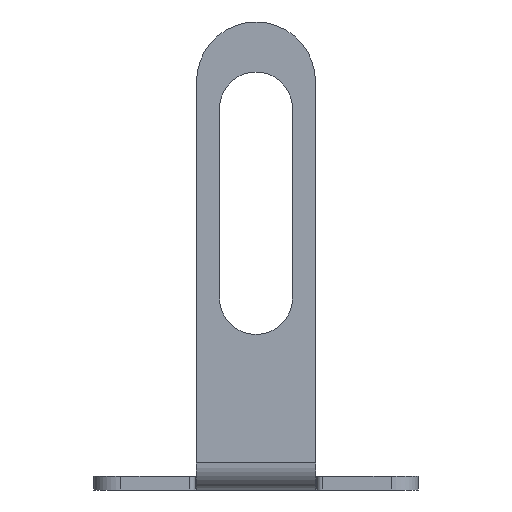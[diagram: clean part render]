
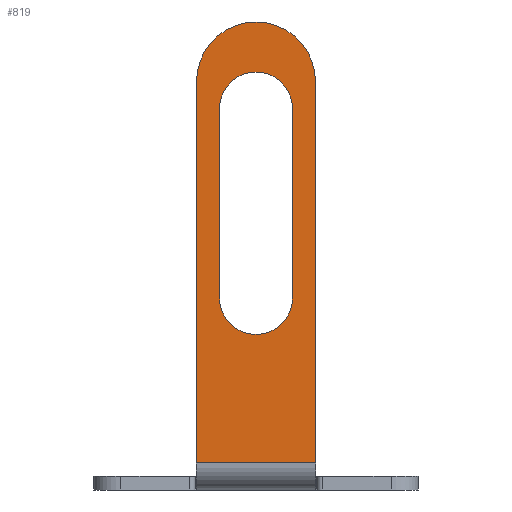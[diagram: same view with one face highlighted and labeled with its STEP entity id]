
A CAD part, front view. The second image highlights one B-rep face of the part: STEP entity #819.
In plain terms, the highlighted planar face has unit normal (0, -1, 0).
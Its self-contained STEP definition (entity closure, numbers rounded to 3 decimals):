
#585=CARTESIAN_POINT('',(23.25,22.,35.5));
#586=VERTEX_POINT('',#585);
#587=CARTESIAN_POINT('',(23.25,22.,70.5));
#588=VERTEX_POINT('',#587);
#589=CARTESIAN_POINT('',(23.25,22.,35.5));
#590=DIRECTION('',(0.0,0.0,1.0));
#591=VECTOR('',#590,35.);
#592=LINE('',#589,#591);
#593=EDGE_CURVE('',#586,#588,#592,.T.);
#625=CARTESIAN_POINT('',(36.75,22.,70.5));
#626=VERTEX_POINT('',#625);
#627=CARTESIAN_POINT('',(36.75,22.,35.5));
#628=VERTEX_POINT('',#627);
#629=CARTESIAN_POINT('',(36.75,22.,70.5));
#630=DIRECTION('',(0.0,0.0,-1.0));
#631=VECTOR('',#630,35.0);
#632=LINE('',#629,#631);
#633=EDGE_CURVE('',#626,#628,#632,.T.);
#666=CARTESIAN_POINT('',(30.0,22.,35.5));
#667=DIRECTION('',(0.0,1.0,0.0));
#668=DIRECTION('',(-1.0,0.0,0.0));
#669=AXIS2_PLACEMENT_3D('',#666,#667,#668);
#670=CIRCLE('',#669,6.75);
#671=EDGE_CURVE('',#628,#586,#670,.T.);
#698=CARTESIAN_POINT('',(30.0,22.,70.5));
#699=DIRECTION('',(0.0,1.0,0.0));
#700=DIRECTION('',(-1.0,0.0,0.0));
#701=AXIS2_PLACEMENT_3D('',#698,#699,#700);
#702=CIRCLE('',#701,6.75);
#703=EDGE_CURVE('',#588,#626,#702,.T.);
#713=CARTESIAN_POINT('',(41.0,22.,75.5));
#714=VERTEX_POINT('',#713);
#723=CARTESIAN_POINT('',(41.0,22.,5.));
#724=VERTEX_POINT('',#723);
#725=CARTESIAN_POINT('',(41.0,22.,75.5));
#726=DIRECTION('',(0.0,0.0,-1.0));
#727=VECTOR('',#726,70.5);
#728=LINE('',#725,#727);
#729=EDGE_CURVE('',#714,#724,#728,.T.);
#782=CARTESIAN_POINT('',(30.,22.,44.5));
#783=DIRECTION('',(0.0,1.0,0.0));
#784=DIRECTION('',(0.0,0.0,1.0));
#785=AXIS2_PLACEMENT_3D('',#782,#783,#784);
#786=PLANE('',#785);
#787=CARTESIAN_POINT('',(19.,22.,75.5));
#788=VERTEX_POINT('',#787);
#789=CARTESIAN_POINT('',(30.,22.,75.5));
#790=DIRECTION('',(0.0,1.0,0.0));
#791=DIRECTION('',(0.707,0.0,0.707));
#792=AXIS2_PLACEMENT_3D('',#789,#790,#791);
#793=CIRCLE('',#792,11.0);
#794=EDGE_CURVE('',#788,#714,#793,.T.);
#795=ORIENTED_EDGE('',*,*,#794,.F.);
#796=CARTESIAN_POINT('',(19.,22.,5.));
#797=VERTEX_POINT('',#796);
#798=CARTESIAN_POINT('',(19.,22.0,5.));
#799=DIRECTION('',(0.0,0.0,1.0));
#800=VECTOR('',#799,70.5);
#801=LINE('',#798,#800);
#802=EDGE_CURVE('',#797,#788,#801,.T.);
#803=ORIENTED_EDGE('',*,*,#802,.F.);
#804=CARTESIAN_POINT('',(19.,22.,5.0));
#805=DIRECTION('',(1.0,0.0,0.0));
#806=VECTOR('',#805,22.0);
#807=LINE('',#804,#806);
#808=EDGE_CURVE('',#797,#724,#807,.T.);
#809=ORIENTED_EDGE('',*,*,#808,.T.);
#810=ORIENTED_EDGE('',*,*,#729,.F.);
#811=EDGE_LOOP('',(#795,#803,#809,#810));
#812=FACE_OUTER_BOUND('',#811,.T.);
#813=ORIENTED_EDGE('',*,*,#633,.T.);
#814=ORIENTED_EDGE('',*,*,#671,.T.);
#815=ORIENTED_EDGE('',*,*,#593,.T.);
#816=ORIENTED_EDGE('',*,*,#703,.T.);
#817=EDGE_LOOP('',(#813,#814,#815,#816));
#818=FACE_BOUND('',#817,.T.);
#819=ADVANCED_FACE('',(#812,#818),#786,.F.);
